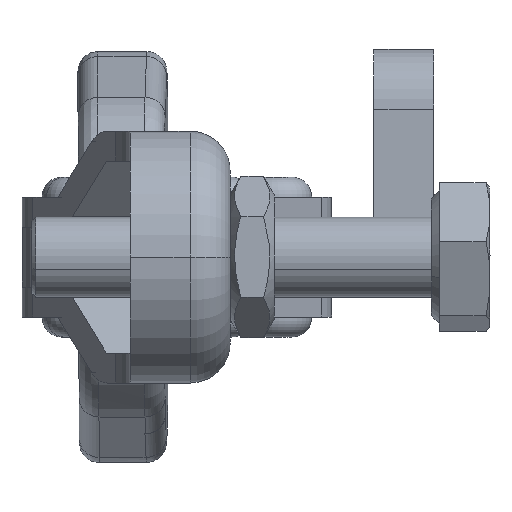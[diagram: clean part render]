
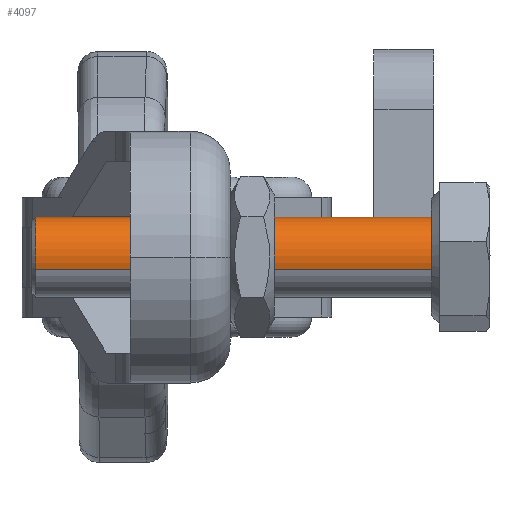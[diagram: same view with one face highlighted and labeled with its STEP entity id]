
A CAD part, left-side view. The second image highlights one B-rep face of the part: STEP entity #4097.
In plain terms, the highlighted cylindrical face has radius 2 mm (diameter 4 mm), a partial arc.
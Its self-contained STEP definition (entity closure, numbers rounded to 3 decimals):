
#1635 = EDGE_LOOP ( 'NONE', ( #11688, #11689, #11690, #11691 ) ) ;
#2774 = EDGE_CURVE ( 'NONE', #10941, #10898, #16183, .T. ) ;
#2792 = EDGE_CURVE ( 'NONE', #10898, #10942, #16205, .T. ) ;
#2799 = EDGE_CURVE ( 'NONE', #10904, #10941, #16215, .T. ) ;
#2822 = EDGE_CURVE ( 'NONE', #10904, #10942, #16240, .T. ) ;
#4097 = ADVANCED_FACE ( 'NONE', ( #8443 ), #8446, .T. ) ;
#5328 = DIRECTION ( 'NONE',  ( -1., 0., 0. ) ) ;
#5329 = CARTESIAN_POINT ( 'NONE',  ( 22.925, 0., 2. ) ) ;
#5430 = CARTESIAN_POINT ( 'NONE',  ( 2.925, 0., 0. ) ) ;
#5431 = DIRECTION ( 'NONE',  ( 1., 0., 0. ) ) ;
#5432 = DIRECTION ( 'NONE',  ( 0., 0., -1. ) ) ;
#5452 = CARTESIAN_POINT ( 'NONE',  ( 22.725, 0., 0. ) ) ;
#5453 = DIRECTION ( 'NONE',  ( -1., 0., 0. ) ) ;
#5454 = DIRECTION ( 'NONE',  ( 0., 0., -1. ) ) ;
#5508 = DIRECTION ( 'NONE',  ( -1., 0., 0. ) ) ;
#5512 = CARTESIAN_POINT ( 'NONE',  ( 22.925, 0., -2. ) ) ;
#7304 = AXIS2_PLACEMENT_3D ( 'NONE', #5430, #5431, #5432 ) ;
#7308 = AXIS2_PLACEMENT_3D ( 'NONE', #5452, #5453, #5454 ) ;
#8443 = FACE_OUTER_BOUND ( 'NONE', #1635, .T. ) ;
#8446 = CYLINDRICAL_SURFACE ( 'NONE', #19376, 2. ) ;
#10898 = VERTEX_POINT ( 'NONE', #20324 ) ;
#10904 = VERTEX_POINT ( 'NONE', #20330 ) ;
#10941 = VERTEX_POINT ( 'NONE', #20367 ) ;
#10942 = VERTEX_POINT ( 'NONE', #20368 ) ;
#11688 = ORIENTED_EDGE ( 'NONE', *, *, #2822, .F. ) ;
#11689 = ORIENTED_EDGE ( 'NONE', *, *, #2799, .T. ) ;
#11690 = ORIENTED_EDGE ( 'NONE', *, *, #2774, .T. ) ;
#11691 = ORIENTED_EDGE ( 'NONE', *, *, #2792, .T. ) ;
#16183 = LINE ( 'NONE', #5329, #16186 ) ;
#16186 = VECTOR ( 'NONE', #5328, 1000. ) ;
#16205 = CIRCLE ( 'NONE', #7304, 2. ) ;
#16215 = CIRCLE ( 'NONE', #7308, 2. ) ;
#16240 = LINE ( 'NONE', #5512, #16244 ) ;
#16244 = VECTOR ( 'NONE', #5508, 1000. ) ;
#19281 = DIRECTION ( 'NONE',  ( 0., 0., 1. ) ) ;
#19285 = DIRECTION ( 'NONE',  ( -1., 0., 0. ) ) ;
#19286 = CARTESIAN_POINT ( 'NONE',  ( 22.925, 0., 0. ) ) ;
#19376 = AXIS2_PLACEMENT_3D ( 'NONE', #19286, #19285, #19281 ) ;
#20324 = CARTESIAN_POINT ( 'NONE',  ( 2.925, 0., 2. ) ) ;
#20330 = CARTESIAN_POINT ( 'NONE',  ( 22.725, 0., -2. ) ) ;
#20367 = CARTESIAN_POINT ( 'NONE',  ( 22.725, 0., 2. ) ) ;
#20368 = CARTESIAN_POINT ( 'NONE',  ( 2.925, 0., -2. ) ) ;
